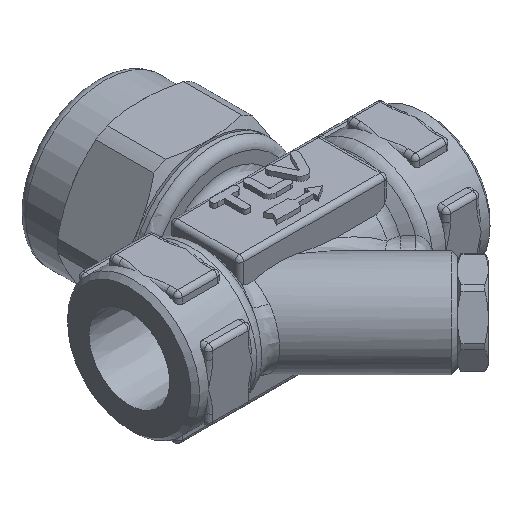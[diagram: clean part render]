
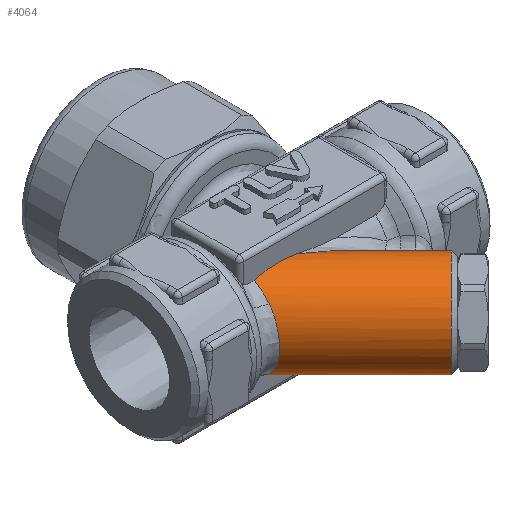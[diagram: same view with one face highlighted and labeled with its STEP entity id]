
A CAD part, isometric view. The second image highlights one B-rep face of the part: STEP entity #4064.
In plain terms, the highlighted cylindrical face has radius 10 mm (diameter 20 mm), a full revolution.
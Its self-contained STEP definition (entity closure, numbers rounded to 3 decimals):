
#3823=CARTESIAN_POINT('',(-4.001,-8.,-9.592));
#3824=VERTEX_POINT('',#3823);
#3834=CARTESIAN_POINT('',(-13.543,-8.,-9.2));
#3835=VERTEX_POINT('',#3834);
#3836=CARTESIAN_POINT('',(-8.,-8.0,0.0));
#3837=DIRECTION('',(0.0,-1.0,0.0));
#3838=DIRECTION('',(-1.0,0.0,0.0));
#3839=AXIS2_PLACEMENT_3D('',#3836,#3837,#3838);
#3840=ELLIPSE('',#3839,14.142,10.0);
#3841=EDGE_CURVE('',#3835,#3824,#3840,.T.);
#3934=CARTESIAN_POINT('',(-1.858,-14.142,0.0));
#3935=DIRECTION('',(-0.707,0.707,0.0));
#3936=DIRECTION('',(-0.707,-0.707,0.0));
#3937=AXIS2_PLACEMENT_3D('',#3934,#3935,#3936);
#3938=CYLINDRICAL_SURFACE('',#3937,10.0);
#3939=ORIENTED_EDGE('',*,*,#3841,.T.);
#3940=CARTESIAN_POINT('',(12.09,-15.308,-4.279));
#3941=VERTEX_POINT('',#3940);
#3942=CARTESIAN_POINT('',(12.09,-15.308,-4.279));
#3943=CARTESIAN_POINT('',(10.848,-14.7,-5.227));
#3944=CARTESIAN_POINT('',(7.975,-13.302,-6.715));
#3945=CARTESIAN_POINT('',(2.56,-10.753,-8.486));
#3946=CARTESIAN_POINT('',(-1.512,-8.94,-9.269));
#3947=CARTESIAN_POINT('',(-4.001,-8.,-9.592));
#3948=B_SPLINE_CURVE_WITH_KNOTS('',3,(#3942,#3943,#3944,#3945,#3946,#3947),.UNSPECIFIED.,.F.,.U.,(4,1,1,4),(-20.162,-19.595,-19.028,-18.178),.UNSPECIFIED.);
#3949=EDGE_CURVE('',#3941,#3824,#3948,.T.);
#3950=ORIENTED_EDGE('',*,*,#3949,.F.);
#3951=CARTESIAN_POINT('',(13.842,-17.123,-4.372));
#3952=VERTEX_POINT('',#3951);
#3953=CARTESIAN_POINT('',(13.842,-17.123,-4.372));
#3954=CARTESIAN_POINT('',(13.257,-16.519,-4.344));
#3955=CARTESIAN_POINT('',(12.673,-15.914,-4.313));
#3956=CARTESIAN_POINT('',(12.09,-15.308,-4.279));
#3957=B_SPLINE_CURVE_WITH_KNOTS('',3,(#3953,#3954,#3955,#3956),.UNSPECIFIED.,.F.,.U.,(4,4),(2.104,2.357),.UNSPECIFIED.);
#3958=EDGE_CURVE('',#3952,#3941,#3957,.T.);
#3959=ORIENTED_EDGE('',*,*,#3958,.F.);
#3960=CARTESIAN_POINT('',(17.901,-19.959,-1.675));
#3961=VERTEX_POINT('',#3960);
#3962=CARTESIAN_POINT('',(17.901,-19.959,-1.675));
#3963=CARTESIAN_POINT('',(17.609,-19.828,-2.348));
#3964=CARTESIAN_POINT('',(16.807,-19.452,-3.37));
#3965=CARTESIAN_POINT('',(15.222,-18.404,-4.234));
#3966=CARTESIAN_POINT('',(14.277,-17.573,-4.393));
#3967=CARTESIAN_POINT('',(13.842,-17.123,-4.372));
#3968=B_SPLINE_CURVE_WITH_KNOTS('',3,(#3962,#3963,#3964,#3965,#3966,#3967),.UNSPECIFIED.,.F.,.U.,(4,1,1,4),(4.408,4.688,4.874,5.06),.UNSPECIFIED.);
#3969=EDGE_CURVE('',#3961,#3952,#3968,.T.);
#3970=ORIENTED_EDGE('',*,*,#3969,.F.);
#3971=CARTESIAN_POINT('',(17.901,-19.959,1.675));
#3972=VERTEX_POINT('',#3971);
#3973=CARTESIAN_POINT('',(17.901,-19.959,1.675));
#3974=CARTESIAN_POINT('',(18.099,-20.048,1.221));
#3975=CARTESIAN_POINT('',(18.394,-20.18,0.083));
#3976=CARTESIAN_POINT('',(18.166,-20.077,-1.067));
#3977=CARTESIAN_POINT('',(17.901,-19.959,-1.675));
#3978=B_SPLINE_CURVE_WITH_KNOTS('',3,(#3973,#3974,#3975,#3976,#3977),.UNSPECIFIED.,.F.,.U.,(4,1,4),(10.301,10.491,10.744),.UNSPECIFIED.);
#3979=EDGE_CURVE('',#3972,#3961,#3978,.T.);
#3980=ORIENTED_EDGE('',*,*,#3979,.F.);
#3981=CARTESIAN_POINT('',(13.842,-17.123,4.372));
#3982=VERTEX_POINT('',#3981);
#3983=CARTESIAN_POINT('',(13.842,-17.123,4.372));
#3984=CARTESIAN_POINT('',(14.166,-17.458,4.388));
#3985=CARTESIAN_POINT('',(14.86,-18.095,4.307));
#3986=CARTESIAN_POINT('',(16.024,-18.956,3.843));
#3987=CARTESIAN_POINT('',(17.152,-19.614,2.972));
#3988=CARTESIAN_POINT('',(17.707,-19.872,2.123));
#3989=CARTESIAN_POINT('',(17.901,-19.959,1.675));
#3990=B_SPLINE_CURVE_WITH_KNOTS('',3,(#3983,#3984,#3985,#3986,#3987,#3988,#3989),.UNSPECIFIED.,.F.,.U.,(4,1,1,1,4),(0.,0.14,0.28,0.467,0.653),.UNSPECIFIED.);
#3991=EDGE_CURVE('',#3982,#3972,#3990,.T.);
#3992=ORIENTED_EDGE('',*,*,#3991,.F.);
#3993=CARTESIAN_POINT('',(12.09,-15.308,4.279));
#3994=VERTEX_POINT('',#3993);
#3995=CARTESIAN_POINT('',(12.09,-15.308,4.279));
#3996=CARTESIAN_POINT('',(12.673,-15.914,4.313));
#3997=CARTESIAN_POINT('',(13.257,-16.519,4.344));
#3998=CARTESIAN_POINT('',(13.842,-17.123,4.372));
#3999=B_SPLINE_CURVE_WITH_KNOTS('',3,(#3995,#3996,#3997,#3998),.UNSPECIFIED.,.F.,.U.,(4,4),(1.91,2.163),.UNSPECIFIED.);
#4000=EDGE_CURVE('',#3994,#3982,#3999,.T.);
#4001=ORIENTED_EDGE('',*,*,#4000,.F.);
#4002=CARTESIAN_POINT('',(-4.001,-8.,9.592));
#4003=VERTEX_POINT('',#4002);
#4004=CARTESIAN_POINT('',(-4.001,-8.,9.592));
#4005=CARTESIAN_POINT('',(-2.342,-8.627,9.377));
#4006=CARTESIAN_POINT('',(0.927,-10.017,8.813));
#4007=CARTESIAN_POINT('',(5.691,-12.216,7.54));
#4008=CARTESIAN_POINT('',(9.44,-14.016,6.016));
#4009=CARTESIAN_POINT('',(11.467,-15.003,4.755));
#4010=CARTESIAN_POINT('',(12.09,-15.308,4.279));
#4011=B_SPLINE_CURVE_WITH_KNOTS('',3,(#4004,#4005,#4006,#4007,#4008,#4009,#4010),.UNSPECIFIED.,.F.,.U.,(4,1,1,1,4),(-12.705,-12.138,-11.571,-11.004,-10.72),.UNSPECIFIED.);
#4012=EDGE_CURVE('',#4003,#3994,#4011,.T.);
#4013=ORIENTED_EDGE('',*,*,#4012,.F.);
#4014=CARTESIAN_POINT('',(-13.543,-8.,9.2));
#4015=VERTEX_POINT('',#4014);
#4016=CARTESIAN_POINT('',(-8.,-8.0,0.0));
#4017=DIRECTION('',(0.0,-1.0,0.0));
#4018=DIRECTION('',(-1.0,0.0,0.0));
#4019=AXIS2_PLACEMENT_3D('',#4016,#4017,#4018);
#4020=ELLIPSE('',#4019,14.142,10.0);
#4021=EDGE_CURVE('',#4003,#4015,#4020,.T.);
#4022=ORIENTED_EDGE('',*,*,#4021,.T.);
#4023=CARTESIAN_POINT('',(-14.218,-11.994,6.918));
#4024=VERTEX_POINT('',#4023);
#4025=CARTESIAN_POINT('',(-14.218,-11.994,6.918));
#4026=CARTESIAN_POINT('',(-14.014,-10.843,7.918));
#4027=CARTESIAN_POINT('',(-13.777,-9.476,8.685));
#4028=CARTESIAN_POINT('',(-13.543,-8.,9.2));
#4029=B_SPLINE_CURVE_WITH_KNOTS('',3,(#4025,#4026,#4027,#4028),.UNSPECIFIED.,.F.,.U.,(4,4),(-3.524,-2.952),.UNSPECIFIED.);
#4030=EDGE_CURVE('',#4024,#4015,#4029,.T.);
#4031=ORIENTED_EDGE('',*,*,#4030,.F.);
#4032=CARTESIAN_POINT('',(-14.218,-11.994,-6.918));
#4033=VERTEX_POINT('',#4032);
#4034=CARTESIAN_POINT('',(-14.218,-11.994,-6.918));
#4035=CARTESIAN_POINT('',(-14.321,-12.573,-6.415));
#4036=CARTESIAN_POINT('',(-14.657,-14.103,-4.726));
#4037=CARTESIAN_POINT('',(-15.097,-15.434,-1.151));
#4038=CARTESIAN_POINT('',(-14.904,-14.901,3.388));
#4039=CARTESIAN_POINT('',(-14.422,-13.143,5.919));
#4040=CARTESIAN_POINT('',(-14.218,-11.994,6.918));
#4041=B_SPLINE_CURVE_WITH_KNOTS('',3,(#4034,#4035,#4036,#4037,#4038,#4039,#4040),.UNSPECIFIED.,.F.,.U.,(4,1,1,1,4),(-5.985,-5.697,-5.122,-4.546,-3.971),.UNSPECIFIED.);
#4042=EDGE_CURVE('',#4033,#4024,#4041,.T.);
#4043=ORIENTED_EDGE('',*,*,#4042,.F.);
#4044=CARTESIAN_POINT('',(-13.543,-8.,-9.2));
#4045=CARTESIAN_POINT('',(-13.777,-9.477,-8.684));
#4046=CARTESIAN_POINT('',(-14.014,-10.842,-7.919));
#4047=CARTESIAN_POINT('',(-14.218,-11.994,-6.918));
#4048=B_SPLINE_CURVE_WITH_KNOTS('',3,(#4044,#4045,#4046,#4047),.UNSPECIFIED.,.F.,.U.,(4,4),(-6.118,-5.546),.UNSPECIFIED.);
#4049=EDGE_CURVE('',#3835,#4033,#4048,.T.);
#4050=ORIENTED_EDGE('',*,*,#4049,.F.);
#4051=EDGE_LOOP('',(#3939,#3950,#3959,#3970,#3980,#3992,#4001,#4013,#4022,#4031,#4043,#4050));
#4052=FACE_OUTER_BOUND('',#4051,.T.);
#4053=CARTESIAN_POINT('',(4.506,-34.648,0.));
#4054=VERTEX_POINT('',#4053);
#4055=CARTESIAN_POINT('',(11.577,-27.577,0.0));
#4056=DIRECTION('',(0.707,-0.707,0.0));
#4057=DIRECTION('',(0.707,0.707,0.0));
#4058=AXIS2_PLACEMENT_3D('',#4055,#4056,#4057);
#4059=CIRCLE('',#4058,10.0);
#4060=EDGE_CURVE('',#4054,#4054,#4059,.T.);
#4061=ORIENTED_EDGE('',*,*,#4060,.F.);
#4062=EDGE_LOOP('',(#4061));
#4063=FACE_BOUND('',#4062,.T.);
#4064=ADVANCED_FACE('',(#4052,#4063),#3938,.T.);
